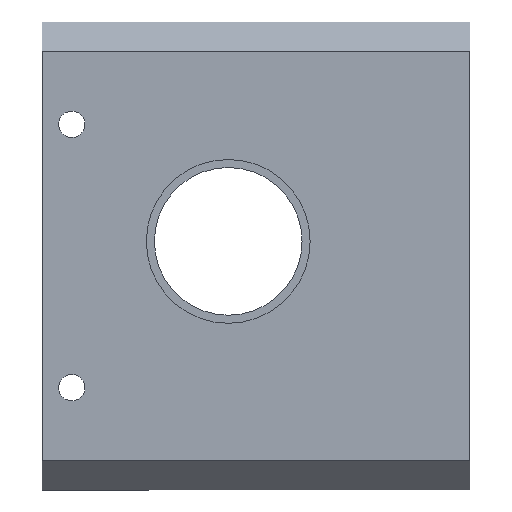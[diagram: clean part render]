
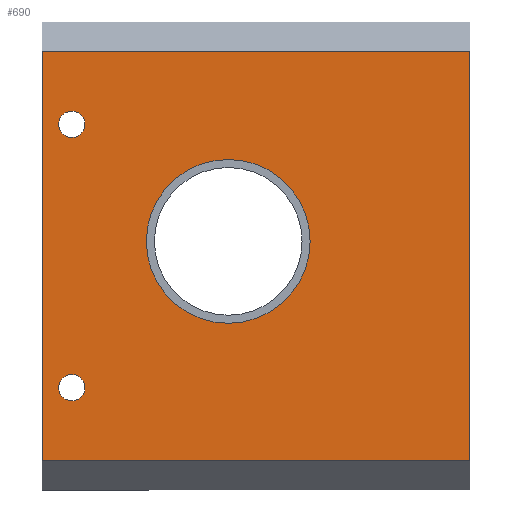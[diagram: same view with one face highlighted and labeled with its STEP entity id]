
A CAD part, left-side view. The second image highlights one B-rep face of the part: STEP entity #690.
In plain terms, the highlighted planar face has unit normal (-1, 0, 0).
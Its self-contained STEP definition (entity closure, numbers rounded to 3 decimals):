
#5 = ORIENTED_EDGE ( 'NONE', *, *, #206, .F. ) ;
#12 = FACE_BOUND ( 'NONE', #454, .T. ) ;
#20 = ORIENTED_EDGE ( 'NONE', *, *, #678, .F. ) ;
#22 = ORIENTED_EDGE ( 'NONE', *, *, #337, .F. ) ;
#29 = CARTESIAN_POINT ( 'NONE',  ( 0., 9.5, 33. ) ) ;
#37 = AXIS2_PLACEMENT_3D ( 'NONE', #725, #729, #399 ) ;
#56 = CARTESIAN_POINT ( 'NONE',  ( 0., 63., -49.5 ) ) ;
#58 = DIRECTION ( 'NONE',  ( -1., 0., 0. ) ) ;
#59 = FACE_OUTER_BOUND ( 'NONE', #307, .T. ) ;
#61 = LINE ( 'NONE', #339, #324 ) ;
#67 = CARTESIAN_POINT ( 'NONE',  ( 0., 63., -45. ) ) ;
#85 = CARTESIAN_POINT ( 'NONE',  ( 0., 73., 70. ) ) ;
#87 = AXIS2_PLACEMENT_3D ( 'NONE', #607, #487, #260 ) ;
#108 = DIRECTION ( 'NONE',  ( 0., 0., 1. ) ) ;
#110 = CIRCLE ( 'NONE', #87, 28. ) ;
#114 = VERTEX_POINT ( 'NONE', #56 ) ;
#122 = CIRCLE ( 'NONE', #198, 28. ) ;
#124 = EDGE_LOOP ( 'NONE', ( #593, #279 ) ) ;
#133 = ORIENTED_EDGE ( 'NONE', *, *, #561, .T. ) ;
#135 = CARTESIAN_POINT ( 'NONE',  ( 0., -73., -80. ) ) ;
#144 = FACE_BOUND ( 'NONE', #300, .T. ) ;
#154 = VECTOR ( 'NONE', #157, 1000. ) ;
#157 = DIRECTION ( 'NONE',  ( 0., 0., -1. ) ) ;
#163 = LINE ( 'NONE', #444, #154 ) ;
#164 = VERTEX_POINT ( 'NONE', #555 ) ;
#198 = AXIS2_PLACEMENT_3D ( 'NONE', #219, #512, #572 ) ;
#203 = ORIENTED_EDGE ( 'NONE', *, *, #377, .F. ) ;
#205 = PLANE ( 'NONE',  #37 ) ;
#206 = EDGE_CURVE ( 'NONE', #596, #310, #475, .T. ) ;
#214 = CARTESIAN_POINT ( 'NONE',  ( 0., 0., 70. ) ) ;
#219 = CARTESIAN_POINT ( 'NONE',  ( 0., 9.5, 5. ) ) ;
#226 = DIRECTION ( 'NONE',  ( -1., 0., 0. ) ) ;
#238 = VECTOR ( 'NONE', #479, 1000. ) ;
#250 = VERTEX_POINT ( 'NONE', #630 ) ;
#252 = AXIS2_PLACEMENT_3D ( 'NONE', #675, #58, #552 ) ;
#254 = LINE ( 'NONE', #135, #238 ) ;
#260 = DIRECTION ( 'NONE',  ( 0., 0., -1. ) ) ;
#268 = AXIS2_PLACEMENT_3D ( 'NONE', #452, #735, #694 ) ;
#274 = DIRECTION ( 'NONE',  ( 0., 1., 0. ) ) ;
#279 = ORIENTED_EDGE ( 'NONE', *, *, #293, .F. ) ;
#283 = EDGE_CURVE ( 'NONE', #596, #164, #163, .T. ) ;
#293 = EDGE_CURVE ( 'NONE', #326, #250, #482, .T. ) ;
#300 = EDGE_LOOP ( 'NONE', ( #603, #133 ) ) ;
#305 = EDGE_CURVE ( 'NONE', #728, #640, #122, .T. ) ;
#307 = EDGE_LOOP ( 'NONE', ( #491, #22, #632, #5 ) ) ;
#310 = VERTEX_POINT ( 'NONE', #446 ) ;
#315 = CARTESIAN_POINT ( 'NONE',  ( 0., 63., -40.5 ) ) ;
#324 = VECTOR ( 'NONE', #274, 1000. ) ;
#326 = VERTEX_POINT ( 'NONE', #510 ) ;
#337 = EDGE_CURVE ( 'NONE', #522, #164, #61, .T. ) ;
#339 = CARTESIAN_POINT ( 'NONE',  ( 0., 0., -70. ) ) ;
#361 = FACE_BOUND ( 'NONE', #124, .T. ) ;
#377 = EDGE_CURVE ( 'NONE', #538, #114, #601, .T. ) ;
#379 = CIRCLE ( 'NONE', #252, 4.5 ) ;
#399 = DIRECTION ( 'NONE',  ( 0., 0., 1. ) ) ;
#413 = CARTESIAN_POINT ( 'NONE',  ( 0., -73., -70. ) ) ;
#439 = CIRCLE ( 'NONE', #581, 4.5 ) ;
#444 = CARTESIAN_POINT ( 'NONE',  ( 0., 73., -80. ) ) ;
#446 = CARTESIAN_POINT ( 'NONE',  ( 0., -73., 70. ) ) ;
#452 = CARTESIAN_POINT ( 'NONE',  ( 0., 63., 45. ) ) ;
#454 = EDGE_LOOP ( 'NONE', ( #203, #20 ) ) ;
#455 = DIRECTION ( 'NONE',  ( -1., 0., 0. ) ) ;
#468 = DIRECTION ( 'NONE',  ( 0., 0., 1. ) ) ;
#475 = LINE ( 'NONE', #214, #557 ) ;
#478 = EDGE_CURVE ( 'NONE', #522, #310, #254, .T. ) ;
#479 = DIRECTION ( 'NONE',  ( 0., 0., 1. ) ) ;
#482 = CIRCLE ( 'NONE', #268, 4.5 ) ;
#487 = DIRECTION ( 'NONE',  ( 1., 0., 0. ) ) ;
#491 = ORIENTED_EDGE ( 'NONE', *, *, #283, .T. ) ;
#510 = CARTESIAN_POINT ( 'NONE',  ( 0., 63., 40.5 ) ) ;
#512 = DIRECTION ( 'NONE',  ( 1., 0., 0. ) ) ;
#515 = CARTESIAN_POINT ( 'NONE',  ( 0., 9.5, -23. ) ) ;
#522 = VERTEX_POINT ( 'NONE', #413 ) ;
#538 = VERTEX_POINT ( 'NONE', #315 ) ;
#541 = AXIS2_PLACEMENT_3D ( 'NONE', #67, #455, #468 ) ;
#552 = DIRECTION ( 'NONE',  ( 0., 0., 1. ) ) ;
#555 = CARTESIAN_POINT ( 'NONE',  ( 0., 73., -70. ) ) ;
#557 = VECTOR ( 'NONE', #625, 1000. ) ;
#560 = CARTESIAN_POINT ( 'NONE',  ( 0., 63., 45. ) ) ;
#561 = EDGE_CURVE ( 'NONE', #640, #728, #110, .T. ) ;
#572 = DIRECTION ( 'NONE',  ( 0., 0., -1. ) ) ;
#581 = AXIS2_PLACEMENT_3D ( 'NONE', #560, #226, #108 ) ;
#593 = ORIENTED_EDGE ( 'NONE', *, *, #692, .F. ) ;
#596 = VERTEX_POINT ( 'NONE', #85 ) ;
#601 = CIRCLE ( 'NONE', #541, 4.5 ) ;
#603 = ORIENTED_EDGE ( 'NONE', *, *, #305, .T. ) ;
#607 = CARTESIAN_POINT ( 'NONE',  ( 0., 9.5, 5. ) ) ;
#625 = DIRECTION ( 'NONE',  ( 0., -1., 0. ) ) ;
#630 = CARTESIAN_POINT ( 'NONE',  ( 0., 63., 49.5 ) ) ;
#632 = ORIENTED_EDGE ( 'NONE', *, *, #478, .T. ) ;
#640 = VERTEX_POINT ( 'NONE', #29 ) ;
#675 = CARTESIAN_POINT ( 'NONE',  ( 0., 63., -45. ) ) ;
#678 = EDGE_CURVE ( 'NONE', #114, #538, #379, .T. ) ;
#690 = ADVANCED_FACE ( 'NONE', ( #12, #361, #144, #59 ), #205, .F. ) ;
#692 = EDGE_CURVE ( 'NONE', #250, #326, #439, .T. ) ;
#694 = DIRECTION ( 'NONE',  ( 0., 0., 1. ) ) ;
#725 = CARTESIAN_POINT ( 'NONE',  ( 0., 0., 0. ) ) ;
#728 = VERTEX_POINT ( 'NONE', #515 ) ;
#729 = DIRECTION ( 'NONE',  ( 1., 0., 0. ) ) ;
#735 = DIRECTION ( 'NONE',  ( -1., 0., 0. ) ) ;
